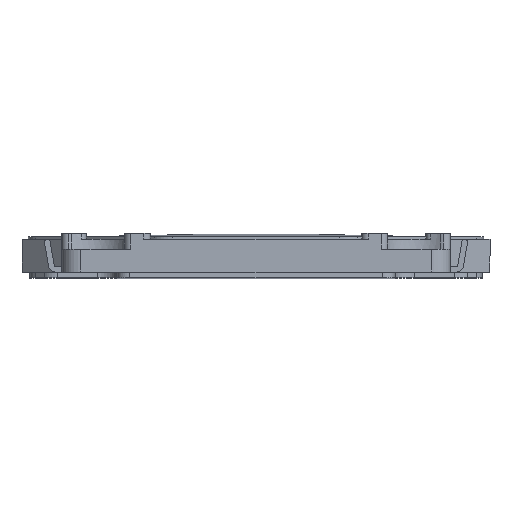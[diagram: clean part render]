
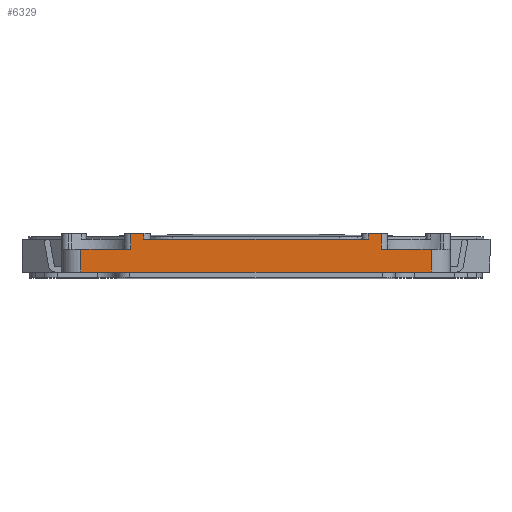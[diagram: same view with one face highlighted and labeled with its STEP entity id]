
A CAD part, top view. The second image highlights one B-rep face of the part: STEP entity #6329.
In plain terms, the highlighted planar face has unit normal (0, 0, 1).
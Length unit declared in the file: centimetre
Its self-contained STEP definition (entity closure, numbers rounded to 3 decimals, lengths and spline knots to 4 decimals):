
#5 = EDGE_CURVE ( 'NONE', #2260, #4932, #72, .T. ) ;
#72 = LINE ( 'NONE', #4629, #400 ) ;
#74 = ORIENTED_EDGE ( 'NONE', *, *, #2400, .F. ) ;
#123 = LINE ( 'NONE', #2521, #2592 ) ;
#139 = DIRECTION ( 'NONE',  ( 0., 1., 0. ) ) ;
#310 = DIRECTION ( 'NONE',  ( 1., 0., 0. ) ) ;
#347 = VERTEX_POINT ( 'NONE', #5623 ) ;
#400 = VECTOR ( 'NONE', #5111, 100. ) ;
#458 = VECTOR ( 'NONE', #2608, 100. ) ;
#562 = VERTEX_POINT ( 'NONE', #5317 ) ;
#599 = EDGE_CURVE ( 'NONE', #5304, #4474, #901, .T. ) ;
#617 = CARTESIAN_POINT ( 'NONE',  ( 0., 0.035, 0.185 ) ) ;
#661 = DIRECTION ( 'NONE',  ( -1., 0., 0. ) ) ;
#672 = ORIENTED_EDGE ( 'NONE', *, *, #3086, .F. ) ;
#689 = ORIENTED_EDGE ( 'NONE', *, *, #6291, .F. ) ;
#690 = FACE_OUTER_BOUND ( 'NONE', #2631, .T. ) ;
#693 = CARTESIAN_POINT ( 'NONE',  ( 0., 0.0305, 0.185 ) ) ;
#838 = CARTESIAN_POINT ( 'NONE',  ( -0.0886, 0.035, 0.185 ) ) ;
#901 = LINE ( 'NONE', #3341, #5665 ) ;
#955 = AXIS2_PLACEMENT_3D ( 'NONE', #1637, #1120, #661 ) ;
#1028 = VECTOR ( 'NONE', #3226, 100. ) ;
#1074 = CARTESIAN_POINT ( 'NONE',  ( 0.0886, 0.0305, 0.185 ) ) ;
#1120 = DIRECTION ( 'NONE',  ( 0., 0., -1. ) ) ;
#1156 = EDGE_CURVE ( 'NONE', #2748, #6238, #5426, .T. ) ;
#1237 = VECTOR ( 'NONE', #139, 100. ) ;
#1251 = ORIENTED_EDGE ( 'NONE', *, *, #1317, .F. ) ;
#1278 = CARTESIAN_POINT ( 'NONE',  ( 0.099, 0.0225, 0.185 ) ) ;
#1317 = EDGE_CURVE ( 'NONE', #562, #5304, #1622, .T. ) ;
#1498 = VERTEX_POINT ( 'NONE', #838 ) ;
#1516 = VECTOR ( 'NONE', #3967, 100. ) ;
#1558 = EDGE_CURVE ( 'NONE', #1498, #5636, #2006, .T. ) ;
#1605 = ORIENTED_EDGE ( 'NONE', *, *, #2310, .F. ) ;
#1622 = LINE ( 'NONE', #1074, #1237 ) ;
#1637 = CARTESIAN_POINT ( 'NONE',  ( 0., 0.0305, 0.185 ) ) ;
#1793 = LINE ( 'NONE', #6225, #3357 ) ;
#1883 = ORIENTED_EDGE ( 'NONE', *, *, #3014, .F. ) ;
#2006 = LINE ( 'NONE', #6324, #1516 ) ;
#2063 = VECTOR ( 'NONE', #2885, 100. ) ;
#2260 = VERTEX_POINT ( 'NONE', #3595 ) ;
#2310 = EDGE_CURVE ( 'NONE', #347, #1498, #5106, .T. ) ;
#2400 = EDGE_CURVE ( 'NONE', #3423, #6352, #1793, .T. ) ;
#2473 = CARTESIAN_POINT ( 'NONE',  ( 0., 0.0225, 0.185 ) ) ;
#2521 = CARTESIAN_POINT ( 'NONE',  ( 0.1385, 0.0305, 0.185 ) ) ;
#2592 = VECTOR ( 'NONE', #4477, 100. ) ;
#2608 = DIRECTION ( 'NONE',  ( 1., 0., 0. ) ) ;
#2631 = EDGE_LOOP ( 'NONE', ( #74, #1883, #5576, #1251, #672, #5824, #1605, #689, #5476, #2990, #5703, #4437 ) ) ;
#2690 = VECTOR ( 'NONE', #310, 100. ) ;
#2748 = VERTEX_POINT ( 'NONE', #2842 ) ;
#2842 = CARTESIAN_POINT ( 'NONE',  ( -0.1385, 0.0225, 0.185 ) ) ;
#2885 = DIRECTION ( 'NONE',  ( 1., 0., 0. ) ) ;
#2976 = EDGE_CURVE ( 'NONE', #6352, #2260, #123, .T. ) ;
#2990 = ORIENTED_EDGE ( 'NONE', *, *, #5244, .F. ) ;
#3014 = EDGE_CURVE ( 'NONE', #4474, #3423, #4250, .T. ) ;
#3086 = EDGE_CURVE ( 'NONE', #5636, #562, #4218, .T. ) ;
#3209 = DIRECTION ( 'NONE',  ( 1., 0., 0. ) ) ;
#3226 = DIRECTION ( 'NONE',  ( 0., -1., 0. ) ) ;
#3269 = DIRECTION ( 'NONE',  ( 0., 1., 0. ) ) ;
#3341 = CARTESIAN_POINT ( 'NONE',  ( 0., 0.035, 0.185 ) ) ;
#3357 = VECTOR ( 'NONE', #3209, 100. ) ;
#3423 = VERTEX_POINT ( 'NONE', #1278 ) ;
#3595 = CARTESIAN_POINT ( 'NONE',  ( 0.1385, 0.0045, 0.185 ) ) ;
#3805 = CARTESIAN_POINT ( 'NONE',  ( 0.099, 0.0305, 0.185 ) ) ;
#3967 = DIRECTION ( 'NONE',  ( 0., -1., 0. ) ) ;
#4218 = LINE ( 'NONE', #693, #2690 ) ;
#4227 = LINE ( 'NONE', #6154, #5844 ) ;
#4250 = LINE ( 'NONE', #3805, #1028 ) ;
#4437 = ORIENTED_EDGE ( 'NONE', *, *, #2976, .F. ) ;
#4474 = VERTEX_POINT ( 'NONE', #6358 ) ;
#4477 = DIRECTION ( 'NONE',  ( 0., -1., 0. ) ) ;
#4573 = PLANE ( 'NONE',  #955 ) ;
#4629 = CARTESIAN_POINT ( 'NONE',  ( 0., 0.0045, 0.185 ) ) ;
#4815 = CARTESIAN_POINT ( 'NONE',  ( 0.0886, 0.035, 0.185 ) ) ;
#4880 = VECTOR ( 'NONE', #4931, 100. ) ;
#4903 = CARTESIAN_POINT ( 'NONE',  ( -0.099, 0.0305, 0.185 ) ) ;
#4931 = DIRECTION ( 'NONE',  ( 0., 1., 0. ) ) ;
#4932 = VERTEX_POINT ( 'NONE', #6265 ) ;
#5106 = LINE ( 'NONE', #617, #458 ) ;
#5111 = DIRECTION ( 'NONE',  ( -1., 0., 0. ) ) ;
#5156 = CARTESIAN_POINT ( 'NONE',  ( -0.0886, 0.0305, 0.185 ) ) ;
#5217 = CARTESIAN_POINT ( 'NONE',  ( -0.099, 0.0225, 0.185 ) ) ;
#5244 = EDGE_CURVE ( 'NONE', #4932, #2748, #4227, .T. ) ;
#5287 = DIRECTION ( 'NONE',  ( 1., 0., 0. ) ) ;
#5304 = VERTEX_POINT ( 'NONE', #4815 ) ;
#5317 = CARTESIAN_POINT ( 'NONE',  ( 0.0886, 0.0305, 0.185 ) ) ;
#5407 = LINE ( 'NONE', #4903, #4880 ) ;
#5426 = LINE ( 'NONE', #2473, #2063 ) ;
#5476 = ORIENTED_EDGE ( 'NONE', *, *, #1156, .F. ) ;
#5576 = ORIENTED_EDGE ( 'NONE', *, *, #599, .F. ) ;
#5623 = CARTESIAN_POINT ( 'NONE',  ( -0.099, 0.035, 0.185 ) ) ;
#5636 = VERTEX_POINT ( 'NONE', #5156 ) ;
#5665 = VECTOR ( 'NONE', #5287, 100. ) ;
#5703 = ORIENTED_EDGE ( 'NONE', *, *, #5, .F. ) ;
#5824 = ORIENTED_EDGE ( 'NONE', *, *, #1558, .F. ) ;
#5844 = VECTOR ( 'NONE', #3269, 100. ) ;
#5983 = CARTESIAN_POINT ( 'NONE',  ( 0.1385, 0.0225, 0.185 ) ) ;
#6154 = CARTESIAN_POINT ( 'NONE',  ( -0.1385, 0.0305, 0.185 ) ) ;
#6225 = CARTESIAN_POINT ( 'NONE',  ( 0., 0.0225, 0.185 ) ) ;
#6238 = VERTEX_POINT ( 'NONE', #5217 ) ;
#6265 = CARTESIAN_POINT ( 'NONE',  ( -0.1385, 0.0045, 0.185 ) ) ;
#6291 = EDGE_CURVE ( 'NONE', #6238, #347, #5407, .T. ) ;
#6324 = CARTESIAN_POINT ( 'NONE',  ( -0.0886, 0.0305, 0.185 ) ) ;
#6329 = ADVANCED_FACE ( 'NONE', ( #690 ), #4573, .F. ) ;
#6352 = VERTEX_POINT ( 'NONE', #5983 ) ;
#6358 = CARTESIAN_POINT ( 'NONE',  ( 0.099, 0.035, 0.185 ) ) ;
